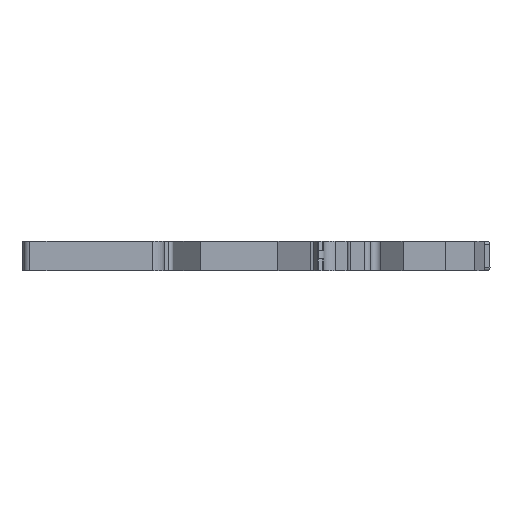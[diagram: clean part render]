
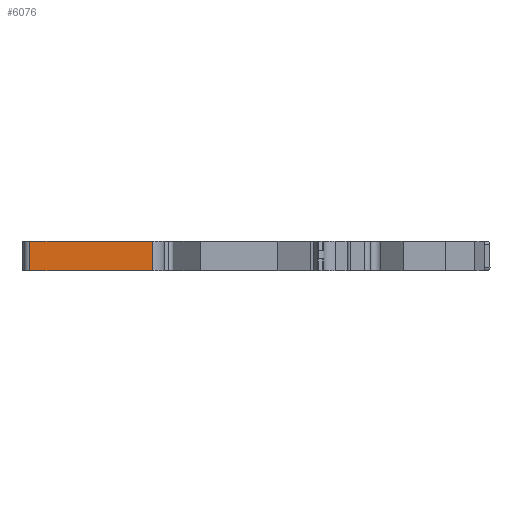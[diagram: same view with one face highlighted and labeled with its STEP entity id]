
A CAD part, front view. The second image highlights one B-rep face of the part: STEP entity #6076.
In plain terms, the highlighted planar face has unit normal (0, -1, 0).
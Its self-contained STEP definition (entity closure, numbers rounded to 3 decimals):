
#1651=DIRECTION('',(0.,0.,1.));
#1652=VECTOR('',#1651,5.);
#1653=CARTESIAN_POINT('',(-17.75,0.,-5.));
#1654=LINE('',#1653,#1652);
#1655=DIRECTION('',(1.,0.,0.));
#1656=VECTOR('',#1655,21.05);
#1657=CARTESIAN_POINT('',(-38.8,0.,0.));
#1658=LINE('',#1657,#1656);
#1659=DIRECTION('',(-1.,0.,0.));
#1660=VECTOR('',#1659,21.05);
#1661=CARTESIAN_POINT('',(-17.75,0.,-5.));
#1662=LINE('',#1661,#1660);
#1663=DIRECTION('',(0.,0.,-1.));
#1664=VECTOR('',#1663,5.);
#1665=CARTESIAN_POINT('',(-38.8,0.,0.));
#1666=LINE('',#1665,#1664);
#3440=CARTESIAN_POINT('',(-17.75,0.,0.));
#3441=VERTEX_POINT('',#3440);
#3442=CARTESIAN_POINT('',(-38.8,0.,0.));
#3443=VERTEX_POINT('',#3442);
#3942=CARTESIAN_POINT('',(-38.8,0.,-5.));
#3943=VERTEX_POINT('',#3942);
#3944=CARTESIAN_POINT('',(-17.75,0.,-5.));
#3945=VERTEX_POINT('',#3944);
#6064=CARTESIAN_POINT('',(-28.275,0.,-2.5));
#6065=DIRECTION('',(0.,1.,0.));
#6066=DIRECTION('',(1.,0.,0.));
#6067=AXIS2_PLACEMENT_3D('',#6064,#6065,#6066);
#6068=PLANE('',#6067);
#6070=ORIENTED_EDGE('',*,*,#6069,.F.);
#6071=ORIENTED_EDGE('',*,*,#4992,.T.);
#6072=ORIENTED_EDGE('',*,*,#6059,.F.);
#6073=ORIENTED_EDGE('',*,*,#4699,.T.);
#6074=EDGE_LOOP('',(#6070,#6071,#6072,#6073));
#6075=FACE_OUTER_BOUND('',#6074,.F.);
#4699=EDGE_CURVE('',#3945,#3943,#1662,.T.);
#4992=EDGE_CURVE('',#3443,#3441,#1658,.T.);
#6059=EDGE_CURVE('',#3945,#3441,#1654,.T.);
#6069=EDGE_CURVE('',#3443,#3943,#1666,.T.);
#6076=ADVANCED_FACE('',(#6075),#6068,.F.);
